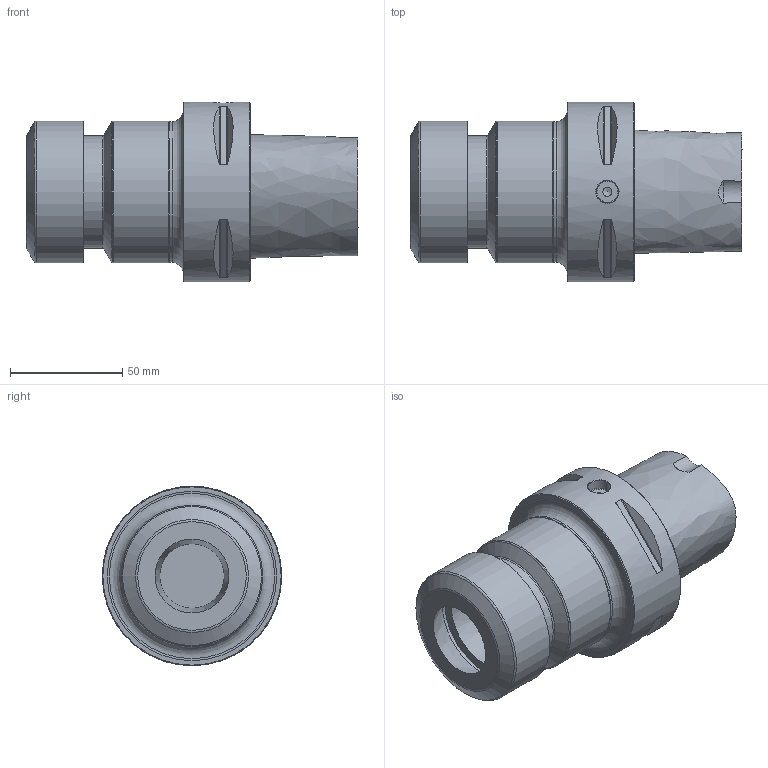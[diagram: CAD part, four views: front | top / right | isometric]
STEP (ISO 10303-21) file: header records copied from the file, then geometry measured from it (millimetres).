
FILE_DESCRIPTION(/* description */ (''),/* implementation_level */ '2;1');
FILE_NAME(/* name */ 'AC8-ER-40-100.stp',/* time_stamp */ '2024-12-18T12:19:22+03:00',/* author */ (''),/* organization */ (''),/* preprocessor_version */ 'ST-DEVELOPER v19.4',/* originating_system */ 'SIEMENS PLM Software NX2306.3001',/* authorisation */ '');
FILE_SCHEMA (('AUTOMOTIVE_DESIGN { 1 0 10303 214 3 1 1 1 }'));
Length unit declared in the file: millimetre
Products named in the file (1): AC8-ER-40-100-light
Bounding box: 148 x 80 x 80 mm (x, y, z)
Volume: 401975.9 mm3; surface area: 47306.7 mm2
Topology: 1 solids, 1 shells, 56 faces, 122 edges, 77 vertices
Faces by surface type: plane 20, cylinder 17, cone 11, torus 6, bspline 2
Full cylindrical faces by diameter (mm): 4 x1, 10 x1, 48.5 x1, 50 x1, 62.8 x1, 63 x2, 80 x1
Entity records: 2255 total; most frequent: CARTESIAN_POINT 1187, DIRECTION 212, ORIENTED_EDGE 172, AXIS2_PLACEMENT_3D 94, EDGE_LOOP 92, EDGE_CURVE 86, FACE_BOUND 69, VERTEX_POINT 69
